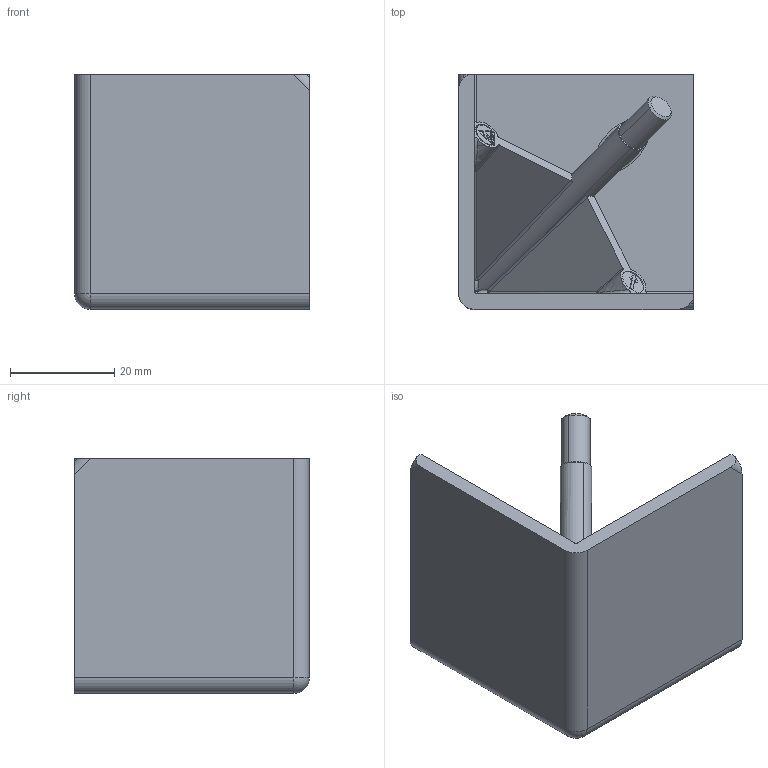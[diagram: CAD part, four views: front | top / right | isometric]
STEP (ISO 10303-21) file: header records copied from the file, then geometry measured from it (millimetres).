
FILE_DESCRIPTION (( 'STEP AP214' ), '1' );
FILE_NAME ('093WEA452A.step', '2015-12-21T11:02:48', ( '' ), ( '' ), 'SwSTEP 2.0', 'SolidWorks 2015', '' );
FILE_SCHEMA (( 'AUTOMOTIVE_DESIGN' ));
Length unit declared in the file: millimetre
Products named in the file (1): 093WEA452A
Bounding box: 45 x 45 x 45 mm (x, y, z)
Volume: 21301 mm3; surface area: 14783 mm2
Topology: 1 solids, 1 shells, 320 faces, 870 edges, 560 vertices
Faces by surface type: plane 232, cylinder 31, bspline 28, sphere 19, cone 10
Entity records: 10513 total; most frequent: CARTESIAN_POINT 2690, ORIENTED_EDGE 1724, DIRECTION 1467, EDGE_CURVE 862, LINE 665, VECTOR 665, VERTEX_POINT 558, AXIS2_PLACEMENT_3D 401
